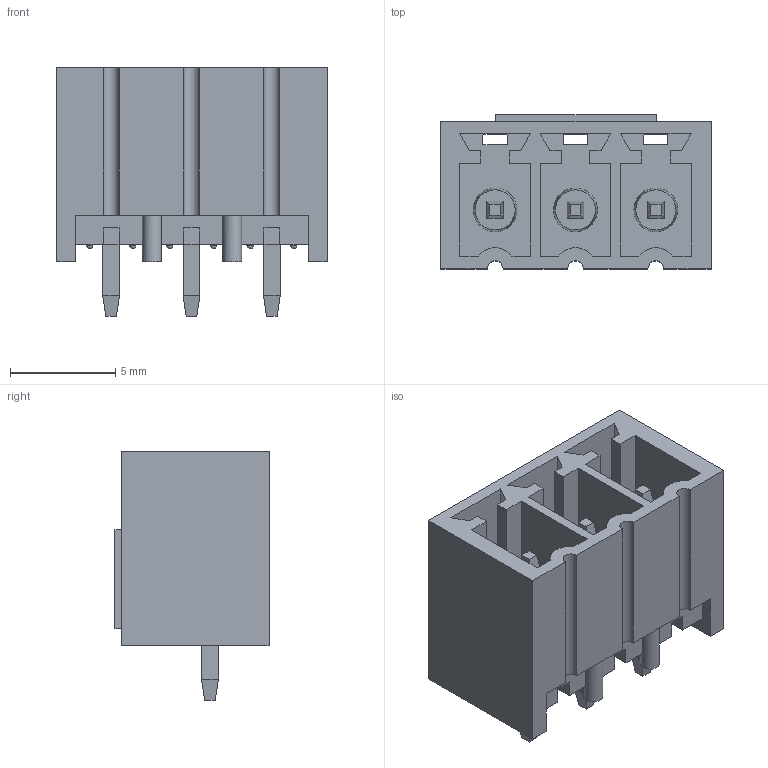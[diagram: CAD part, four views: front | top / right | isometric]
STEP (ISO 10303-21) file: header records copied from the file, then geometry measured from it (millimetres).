
FILE_DESCRIPTION( ( 'Unknown' ), '1' );
FILE_NAME( '691701310003B.stp', 'Unknown', ( 'Unknown' ), ( 'Unknown' ), 'PSStep 15.0.49', 'Unknown', ' ' );
FILE_SCHEMA( ( 'AUTOMOTIVE_DESIGN { 1 0 10303 214 1 1 1 1 }' ) );
Length unit declared in the file: millimetre
Products named in the file (3): Assem1; 6917013100xxB_PIN; 3
Assembly tree (4 placements, depth 2):
  Assem1
    6917013100xxB_PIN  x3
    3
Bounding box: 12.82 x 7.3 x 11.8 mm (x, y, z)
Volume: 422.1 mm3; surface area: 1191.6 mm2
Topology: 4 solids, 4 shells, 190 faces, 499 edges, 324 vertices
Faces by surface type: plane 165, cylinder 16, sphere 6, cone 3
Full cylindrical faces by diameter (mm): 0.3 x6, 0.9 x4
Entity records: 6242 total; most frequent: CARTESIAN_POINT 861, ORIENTED_EDGE 820, DIRECTION 786, EDGE_CURVE 410, LINE 368, VECTOR 368, VERTEX_POINT 284, AXIS2_PLACEMENT_3D 209
